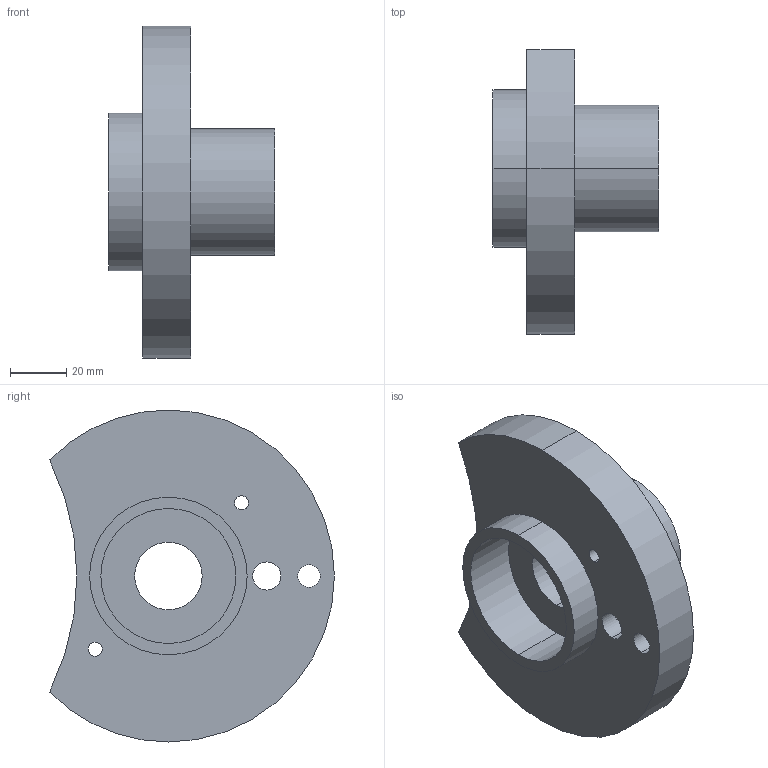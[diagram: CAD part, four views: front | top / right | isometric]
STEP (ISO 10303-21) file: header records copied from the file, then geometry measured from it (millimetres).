
FILE_DESCRIPTION (( 'STEP AP203' ), '1' );
FILE_NAME ('indexeur_Défaut_sldprt.STEP', '2019-10-30T13:03:22', ( '' ), ( '' ), 'SwSTEP 2.0', 'SolidWorks 2017', '' );
FILE_SCHEMA (( 'CONFIG_CONTROL_DESIGN' ));
Length unit declared in the file: millimetre
Products named in the file (1): indexeur_Défaut_sldprt
Bounding box: 59 x 101.2 x 118 mm (x, y, z)
Volume: 182467.5 mm3; surface area: 37576.9 mm2
Topology: 1 solids, 1 shells, 25 faces, 60 edges, 40 vertices
Faces by surface type: cylinder 20, plane 5
Entity records: 851 total; most frequent: DIRECTION 152, CARTESIAN_POINT 126, ORIENTED_EDGE 120, AXIS2_PLACEMENT_3D 66, EDGE_CURVE 60, VERTEX_POINT 40, CIRCLE 40, EDGE_LOOP 38
